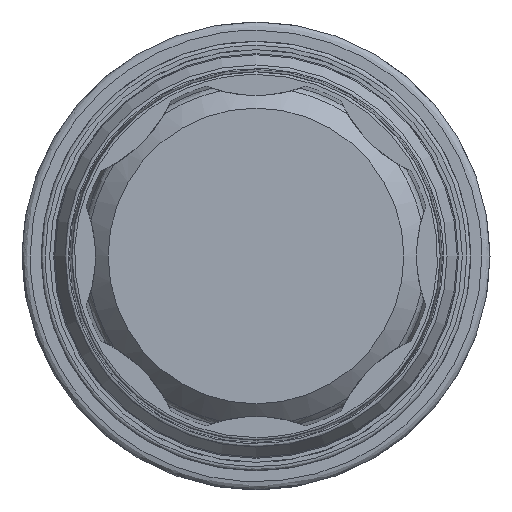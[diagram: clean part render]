
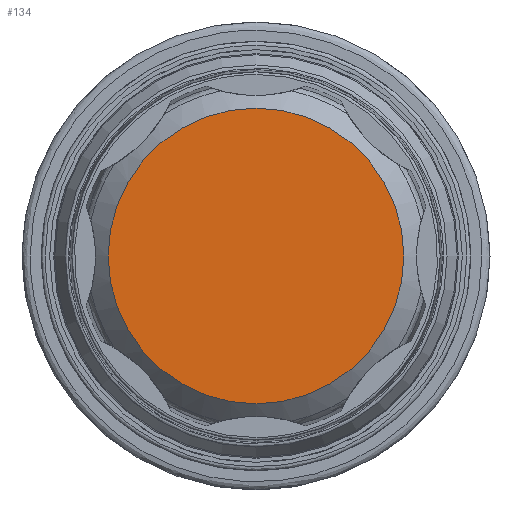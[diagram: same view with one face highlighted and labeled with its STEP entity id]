
A CAD part, left-side view. The second image highlights one B-rep face of the part: STEP entity #134.
In plain terms, the highlighted planar face has unit normal (-1, 0, 0).
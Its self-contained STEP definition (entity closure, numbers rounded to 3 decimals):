
#134 = ADVANCED_FACE ( 'F91', ( #12284 ), #33919, .F. ) ;
#430 = DIRECTION ( 'NONE',  ( 1., 0., 0. ) ) ;
#3526 = CARTESIAN_POINT ( 'NONE',  ( -88.087, 0., 0. ) ) ;
#6365 = VERTEX_POINT ( 'NONE', #15079 ) ;
#8892 = DIRECTION ( 'NONE',  ( 1., 0., 0. ) ) ;
#11341 = CIRCLE ( 'NONE', #21450, 14.287 ) ;
#12284 = FACE_OUTER_BOUND ( 'NONE', #17540, .T. ) ;
#12470 = AXIS2_PLACEMENT_3D ( 'NONE', #26475, #430, #23783 ) ;
#15079 = CARTESIAN_POINT ( 'NONE',  ( -88.087, 0., -14.288 ) ) ;
#17540 = EDGE_LOOP ( 'NONE', ( #30292 ) ) ;
#19181 = DIRECTION ( 'NONE',  ( 0., 0., -1. ) ) ;
#21450 = AXIS2_PLACEMENT_3D ( 'NONE', #3526, #8892, #19181 ) ;
#23783 = DIRECTION ( 'NONE',  ( 0., 0., -1. ) ) ;
#26475 = CARTESIAN_POINT ( 'NONE',  ( -88.087, -16.736, 0. ) ) ;
#30292 = ORIENTED_EDGE ( 'NONE', *, *, #33704, .F. ) ;
#33704 = EDGE_CURVE ( 'NONE', #6365, #6365, #11341, .T. ) ;
#33919 = PLANE ( 'NONE',  #12470 ) ;
